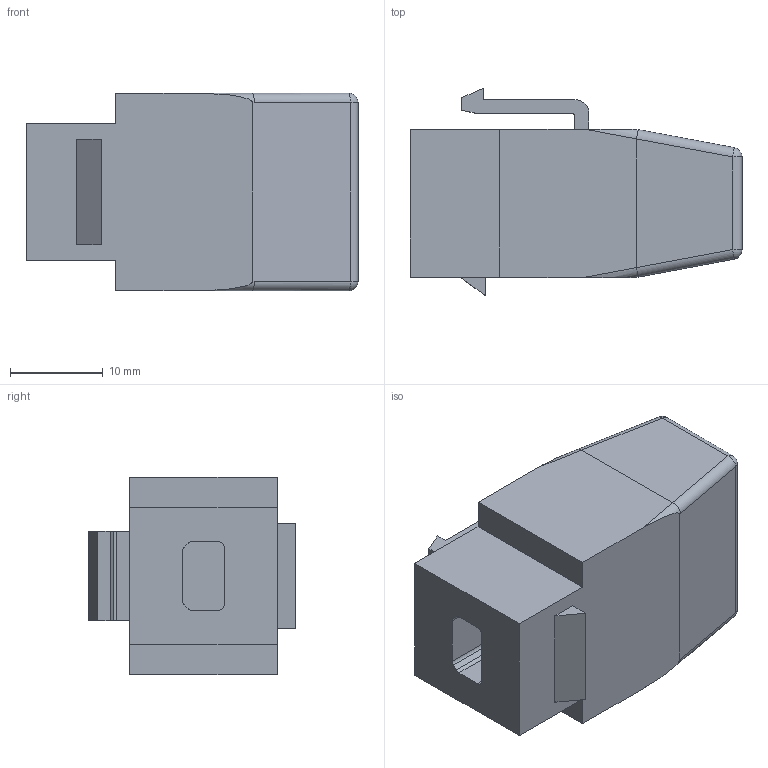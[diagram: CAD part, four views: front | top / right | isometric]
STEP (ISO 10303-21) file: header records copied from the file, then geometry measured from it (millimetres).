
FILE_DESCRIPTION (( 'STEP AP214' ), '1' );
FILE_NAME ('VPC00002_3D.STEP', '2020-09-23T17:03:43', ( '' ), ( '' ), 'SwSTEP 2.0', 'SolidWorks 2018', '' );
FILE_SCHEMA (( 'AUTOMOTIVE_DESIGN' ));
Length unit declared in the file: inch
Products named in the file (1): VPC00002_3D
Bounding box: 35.81 x 22.38 x 21.33 mm (x, y, z)
Volume: 8193.1 mm3; surface area: 4456.8 mm2
Topology: 1 solids, 1 shells, 70 faces, 176 edges, 112 vertices
Faces by surface type: plane 41, cylinder 25, sphere 4
Entity records: 2122 total; most frequent: CARTESIAN_POINT 391, ORIENTED_EDGE 352, DIRECTION 348, EDGE_CURVE 176, VECTOR 130, LINE 130, VERTEX_POINT 112, AXIS2_PLACEMENT_3D 109
